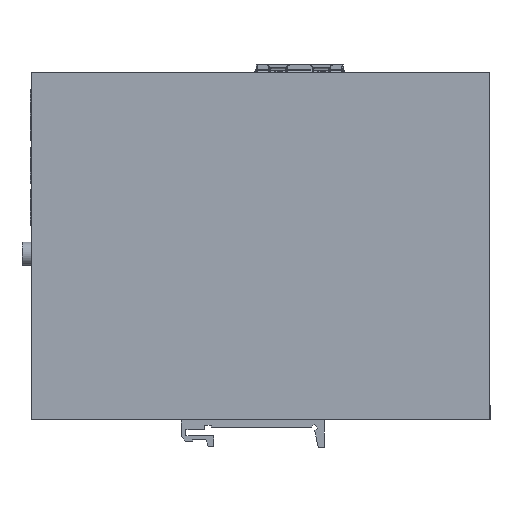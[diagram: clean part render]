
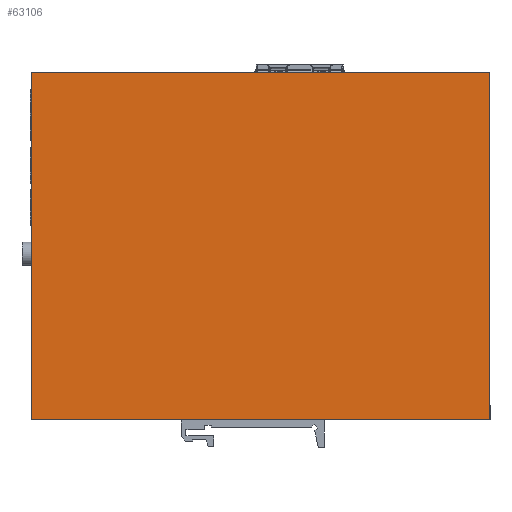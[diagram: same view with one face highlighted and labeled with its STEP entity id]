
A CAD part, left-side view. The second image highlights one B-rep face of the part: STEP entity #63106.
In plain terms, the highlighted face is planar.
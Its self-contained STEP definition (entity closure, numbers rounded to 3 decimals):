
#3165 = AXIS2_PLACEMENT_3D ( 'NONE', #129845, #54916, #187148 ) ;
#3874 = VERTEX_POINT ( 'NONE', #194071 ) ;
#6051 = CARTESIAN_POINT ( 'NONE',  ( 0., 80., 152. ) ) ;
#7038 = DIRECTION ( 'NONE',  ( -1., 0., 0. ) ) ;
#11222 = ORIENTED_EDGE ( 'NONE', *, *, #52227, .F. ) ;
#17448 = VECTOR ( 'NONE', #7038, 1000. ) ;
#20009 = LINE ( 'NONE', #188683, #66957 ) ;
#25213 = DIRECTION ( 'NONE',  ( -1., 0., 0. ) ) ;
#25555 = DIRECTION ( 'NONE',  ( 0., 0., -1. ) ) ;
#47678 = VERTEX_POINT ( 'NONE', #78507 ) ;
#52227 = EDGE_CURVE ( 'NONE', #3874, #47678, #55359, .T. ) ;
#54916 = DIRECTION ( 'NONE',  ( 0., -1., 0. ) ) ;
#55359 = LINE ( 'NONE', #6051, #17448 ) ;
#63106 = ADVANCED_FACE ( 'NONE', ( #145629 ), #69720, .F. ) ;
#66957 = VECTOR ( 'NONE', #125588, 1000. ) ;
#69720 = PLANE ( 'NONE',  #3165 ) ;
#78507 = CARTESIAN_POINT ( 'NONE',  ( 0., 80., 152. ) ) ;
#95228 = EDGE_CURVE ( 'NONE', #3874, #95991, #175614, .T. ) ;
#95991 = VERTEX_POINT ( 'NONE', #177066 ) ;
#100301 = LINE ( 'NONE', #160428, #104700 ) ;
#104700 = VECTOR ( 'NONE', #25213, 1000. ) ;
#116024 = VECTOR ( 'NONE', #25555, 1000. ) ;
#125588 = DIRECTION ( 'NONE',  ( 0., 0., -1. ) ) ;
#129845 = CARTESIAN_POINT ( 'NONE',  ( 0., 80., 152. ) ) ;
#130712 = CARTESIAN_POINT ( 'NONE',  ( 0., 80., 0. ) ) ;
#134667 = EDGE_LOOP ( 'NONE', ( #156425, #161400, #11222, #180457 ) ) ;
#145629 = FACE_OUTER_BOUND ( 'NONE', #134667, .T. ) ;
#153632 = VERTEX_POINT ( 'NONE', #130712 ) ;
#156425 = ORIENTED_EDGE ( 'NONE', *, *, #186282, .T. ) ;
#160428 = CARTESIAN_POINT ( 'NONE',  ( 0., 80., 0. ) ) ;
#160739 = CARTESIAN_POINT ( 'NONE',  ( 115., 80., 152. ) ) ;
#161400 = ORIENTED_EDGE ( 'NONE', *, *, #167403, .F. ) ;
#167403 = EDGE_CURVE ( 'NONE', #47678, #153632, #20009, .T. ) ;
#175614 = LINE ( 'NONE', #160739, #116024 ) ;
#177066 = CARTESIAN_POINT ( 'NONE',  ( 115., 80., 0. ) ) ;
#180457 = ORIENTED_EDGE ( 'NONE', *, *, #95228, .T. ) ;
#186282 = EDGE_CURVE ( 'NONE', #95991, #153632, #100301, .T. ) ;
#187148 = DIRECTION ( 'NONE',  ( 0., 0., -1. ) ) ;
#188683 = CARTESIAN_POINT ( 'NONE',  ( 0., 80., 152. ) ) ;
#194071 = CARTESIAN_POINT ( 'NONE',  ( 115., 80., 152. ) ) ;
